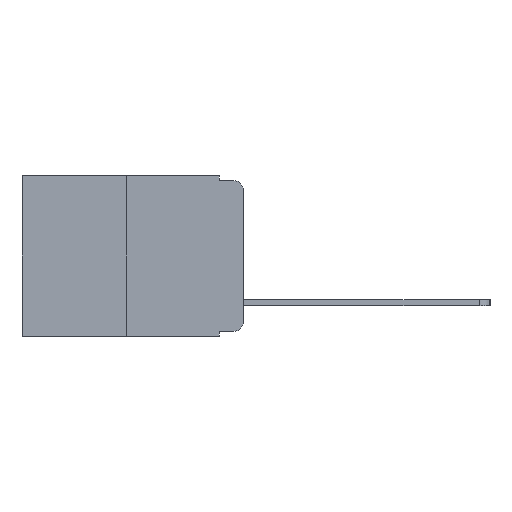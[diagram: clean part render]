
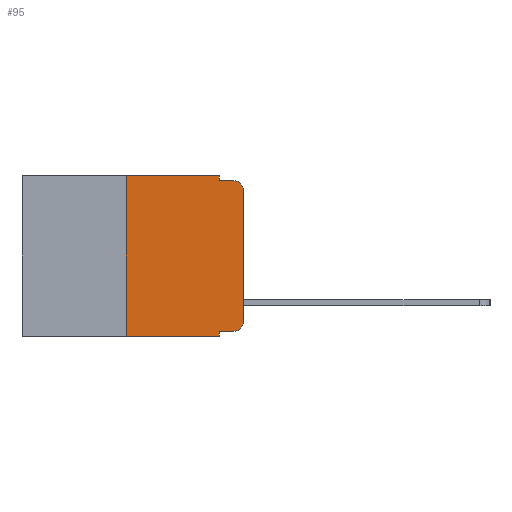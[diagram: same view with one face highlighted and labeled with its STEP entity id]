
A CAD part, left-side view. The second image highlights one B-rep face of the part: STEP entity #95.
In plain terms, the highlighted planar face has unit normal (-1, 0, 0).
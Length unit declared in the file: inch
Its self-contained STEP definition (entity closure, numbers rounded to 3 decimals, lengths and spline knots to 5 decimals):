
#95 = ADVANCED_FACE ( 'NONE', ( #10596 ), #11941, .F. ) ;
#409 = DIRECTION ( 'NONE',  ( 0., -1., 0. ) ) ;
#434 = VERTEX_POINT ( 'NONE', #6665 ) ;
#775 = VECTOR ( 'NONE', #3279, 39.37008 ) ;
#1057 = VERTEX_POINT ( 'NONE', #2849 ) ;
#1418 = CARTESIAN_POINT ( 'NONE',  ( 0., 0.473, -0.343 ) ) ;
#1529 = VECTOR ( 'NONE', #409, 39.37008 ) ;
#1839 = LINE ( 'NONE', #10949, #5458 ) ;
#2479 = VERTEX_POINT ( 'NONE', #10605 ) ;
#2849 = CARTESIAN_POINT ( 'NONE',  ( 0., 0.051, -0.01 ) ) ;
#3203 = CARTESIAN_POINT ( 'NONE',  ( 0., 0.051, -0.01 ) ) ;
#3279 = DIRECTION ( 'NONE',  ( 0., -1., 0. ) ) ;
#3373 = ORIENTED_EDGE ( 'NONE', *, *, #19712, .F. ) ;
#3858 = LINE ( 'NONE', #11507, #11945 ) ;
#3899 = ORIENTED_EDGE ( 'NONE', *, *, #20094, .T. ) ;
#3965 = VERTEX_POINT ( 'NONE', #17120 ) ;
#4518 = EDGE_LOOP ( 'NONE', ( #3899, #11271, #10555, #8822, #5534, #6866, #15113, #3373, #12254, #13235 ) ) ;
#4555 = DIRECTION ( 'NONE',  ( -1., 0., 0. ) ) ;
#4911 = AXIS2_PLACEMENT_3D ( 'NONE', #9650, #20378, #11253 ) ;
#4926 = VERTEX_POINT ( 'NONE', #16814 ) ;
#4961 = VERTEX_POINT ( 'NONE', #18419 ) ;
#5153 = EDGE_CURVE ( 'NONE', #434, #18086, #14549, .T. ) ;
#5163 = LINE ( 'NONE', #3203, #13112 ) ;
#5458 = VECTOR ( 'NONE', #17011, 39.37008 ) ;
#5534 = ORIENTED_EDGE ( 'NONE', *, *, #20223, .F. ) ;
#6649 = CARTESIAN_POINT ( 'NONE',  ( 0., 0.02, -0.333 ) ) ;
#6665 = CARTESIAN_POINT ( 'NONE',  ( 0., 0.051, -0.333 ) ) ;
#6866 = ORIENTED_EDGE ( 'NONE', *, *, #9957, .F. ) ;
#7167 = EDGE_CURVE ( 'NONE', #1057, #4926, #5163, .T. ) ;
#8062 = CARTESIAN_POINT ( 'NONE',  ( 0., 0.25, 0. ) ) ;
#8412 = VERTEX_POINT ( 'NONE', #13940 ) ;
#8822 = ORIENTED_EDGE ( 'NONE', *, *, #16989, .F. ) ;
#9479 = DIRECTION ( 'NONE',  ( 0., 0., -1. ) ) ;
#9549 = DIRECTION ( 'NONE',  ( 1., 0., 0. ) ) ;
#9650 = CARTESIAN_POINT ( 'NONE',  ( 0., 0.02, -0.03 ) ) ;
#9794 = LINE ( 'NONE', #1418, #775 ) ;
#9825 = DIRECTION ( 'NONE',  ( 0., -1., 0. ) ) ;
#9957 = EDGE_CURVE ( 'NONE', #2479, #20241, #14799, .T. ) ;
#10352 = VECTOR ( 'NONE', #15194, 39.37008 ) ;
#10555 = ORIENTED_EDGE ( 'NONE', *, *, #7167, .F. ) ;
#10596 = FACE_OUTER_BOUND ( 'NONE', #4518, .T. ) ;
#10605 = CARTESIAN_POINT ( 'NONE',  ( 0., 0.25, -0.343 ) ) ;
#10718 = VECTOR ( 'NONE', #16958, 39.37008 ) ;
#10830 = LINE ( 'NONE', #12069, #10352 ) ;
#10949 = CARTESIAN_POINT ( 'NONE',  ( 0., 0., 0. ) ) ;
#11253 = DIRECTION ( 'NONE',  ( 0., 0., -1. ) ) ;
#11271 = ORIENTED_EDGE ( 'NONE', *, *, #17353, .T. ) ;
#11507 = CARTESIAN_POINT ( 'NONE',  ( 0., 0.051, 0. ) ) ;
#11927 = LINE ( 'NONE', #17281, #12404 ) ;
#11941 = PLANE ( 'NONE',  #15822 ) ;
#11945 = VECTOR ( 'NONE', #17632, 39.37008 ) ;
#12069 = CARTESIAN_POINT ( 'NONE',  ( 0., 0.051, 0. ) ) ;
#12102 = CARTESIAN_POINT ( 'NONE',  ( 0., 0.051, -0.333 ) ) ;
#12248 = VERTEX_POINT ( 'NONE', #16244 ) ;
#12254 = ORIENTED_EDGE ( 'NONE', *, *, #5153, .T. ) ;
#12404 = VECTOR ( 'NONE', #18818, 39.37008 ) ;
#13112 = VECTOR ( 'NONE', #9825, 39.37008 ) ;
#13235 = ORIENTED_EDGE ( 'NONE', *, *, #17212, .T. ) ;
#13695 = CIRCLE ( 'NONE', #4911, 0.02 ) ;
#13940 = CARTESIAN_POINT ( 'NONE',  ( 0., 0.051, -0.343 ) ) ;
#14055 = CARTESIAN_POINT ( 'NONE',  ( 0., 0.02, -0.313 ) ) ;
#14549 = LINE ( 'NONE', #12102, #1529 ) ;
#14799 = LINE ( 'NONE', #15442, #10718 ) ;
#15113 = ORIENTED_EDGE ( 'NONE', *, *, #18097, .T. ) ;
#15194 = DIRECTION ( 'NONE',  ( 0., 0., -1. ) ) ;
#15442 = CARTESIAN_POINT ( 'NONE',  ( 0., 0.25, 0. ) ) ;
#15597 = DIRECTION ( 'NONE',  ( 0., 0., -1. ) ) ;
#15822 = AXIS2_PLACEMENT_3D ( 'NONE', #20346, #9549, #9479 ) ;
#16244 = CARTESIAN_POINT ( 'NONE',  ( 0., 0.051, 0. ) ) ;
#16814 = CARTESIAN_POINT ( 'NONE',  ( 0., 0.02, -0.01 ) ) ;
#16958 = DIRECTION ( 'NONE',  ( 0., 0., 1. ) ) ;
#16989 = EDGE_CURVE ( 'NONE', #12248, #1057, #10830, .T. ) ;
#17011 = DIRECTION ( 'NONE',  ( 0., 0., 1. ) ) ;
#17120 = CARTESIAN_POINT ( 'NONE',  ( 0., 0., -0.313 ) ) ;
#17212 = EDGE_CURVE ( 'NONE', #18086, #3965, #19661, .T. ) ;
#17281 = CARTESIAN_POINT ( 'NONE',  ( 0., 0.473, 0. ) ) ;
#17353 = EDGE_CURVE ( 'NONE', #4961, #4926, #13695, .T. ) ;
#17632 = DIRECTION ( 'NONE',  ( 0., 0., -1. ) ) ;
#18086 = VERTEX_POINT ( 'NONE', #6649 ) ;
#18097 = EDGE_CURVE ( 'NONE', #2479, #8412, #9794, .T. ) ;
#18419 = CARTESIAN_POINT ( 'NONE',  ( 0., 0., -0.03 ) ) ;
#18818 = DIRECTION ( 'NONE',  ( 0., -1., 0. ) ) ;
#19661 = CIRCLE ( 'NONE', #19900, 0.02 ) ;
#19712 = EDGE_CURVE ( 'NONE', #434, #8412, #3858, .T. ) ;
#19900 = AXIS2_PLACEMENT_3D ( 'NONE', #14055, #4555, #15597 ) ;
#20094 = EDGE_CURVE ( 'NONE', #3965, #4961, #1839, .T. ) ;
#20223 = EDGE_CURVE ( 'NONE', #20241, #12248, #11927, .T. ) ;
#20241 = VERTEX_POINT ( 'NONE', #8062 ) ;
#20346 = CARTESIAN_POINT ( 'NONE',  ( 0., 0.473, 0. ) ) ;
#20378 = DIRECTION ( 'NONE',  ( -1., 0., 0. ) ) ;
